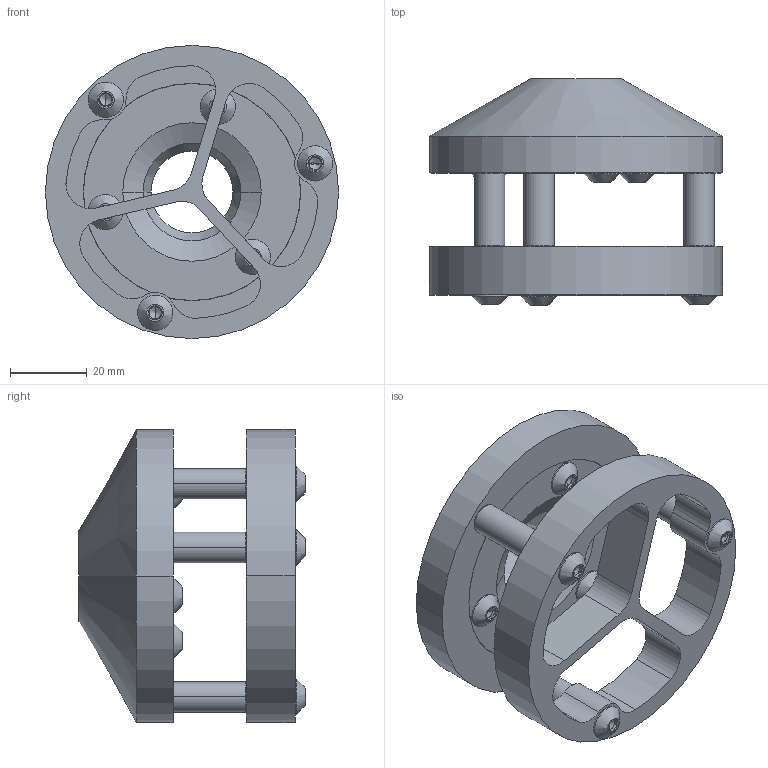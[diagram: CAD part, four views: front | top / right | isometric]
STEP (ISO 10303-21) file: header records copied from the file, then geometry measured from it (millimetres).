
FILE_DESCRIPTION (( 'STEP AP214' ), '1' );
FILE_NAME ('LTACC-1.STEP', '2024-01-08T17:51:34', ( '' ), ( '' ), 'SwSTEP 2.0', 'SolidWorks 2021', '' );
FILE_SCHEMA (( 'AUTOMOTIVE_DESIGN' ));
Length unit declared in the file: inch
Products named in the file (1): LTACC-1
Bounding box: 76.2 x 58.78 x 76.2 mm (x, y, z)
Volume: 83674.9 mm3; surface area: 27412 mm2
Topology: 1 solids, 1 shells, 233 faces, 538 edges, 318 vertices
Faces by surface type: plane 91, cylinder 61, cone 59, bspline 22
Entity records: 8060 total; most frequent: CARTESIAN_POINT 2823, DIRECTION 1128, ORIENTED_EDGE 1052, EDGE_CURVE 526, AXIS2_PLACEMENT_3D 459, VERTEX_POINT 318, EDGE_LOOP 268, CIRCLE 247
